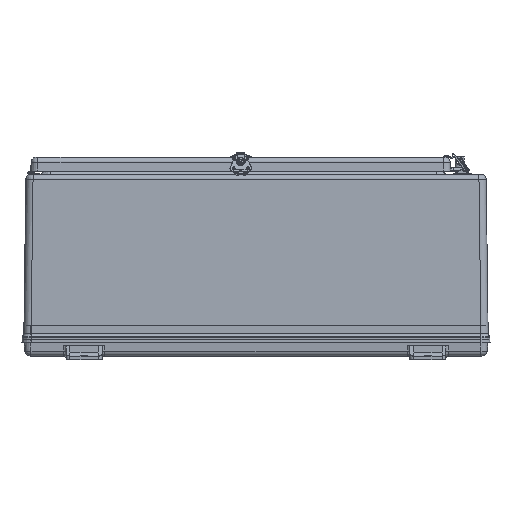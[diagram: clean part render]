
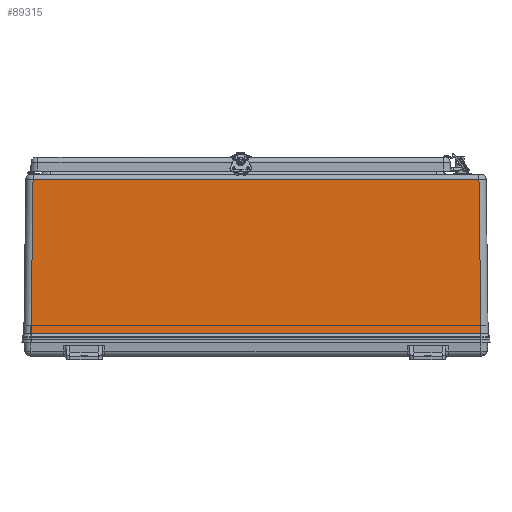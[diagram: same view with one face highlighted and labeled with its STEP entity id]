
A CAD part, front view. The second image highlights one B-rep face of the part: STEP entity #89315.
In plain terms, the highlighted planar face has unit normal (0, -1, 0.013).
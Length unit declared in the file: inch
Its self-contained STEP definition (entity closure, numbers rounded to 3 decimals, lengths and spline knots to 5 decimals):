
#1207 = CARTESIAN_POINT ( 'NONE',  ( -15.48388, -18.31194, 10.72424 ) ) ;
#1657 = EDGE_CURVE ( 'NONE', #77929, #31260, #51144, .T. ) ;
#1813 = AXIS2_PLACEMENT_3D ( 'NONE', #88848, #49798, #18957 ) ;
#5225 = ORIENTED_EDGE ( 'NONE', *, *, #15425, .T. ) ;
#7296 = LINE ( 'NONE', #35761, #43674 ) ;
#10904 = EDGE_CURVE ( 'NONE', #31260, #81720, #25171, .T. ) ;
#12250 = CARTESIAN_POINT ( 'NONE',  ( -15.62156, -18.44977, -0.00911 ) ) ;
#15425 = EDGE_CURVE ( 'NONE', #51925, #89473, #16685, .T. ) ;
#16667 = DIRECTION ( 'NONE',  ( 0.013, -0.013, -1. ) ) ;
#16685 = LINE ( 'NONE', #34214, #67777 ) ;
#17976 = PLANE ( 'NONE',  #1813 ) ;
#18924 = DIRECTION ( 'NONE',  ( -0.013, -0.013, -1. ) ) ;
#18957 = DIRECTION ( 'NONE',  ( 0., -0.013, -1. ) ) ;
#20055 = EDGE_LOOP ( 'NONE', ( #5225, #43005, #91384, #37696, #55219, #32513 ) ) ;
#25171 = LINE ( 'NONE', #49228, #68951 ) ;
#30396 = VECTOR ( 'NONE', #37148, 39.37008 ) ;
#31260 = VERTEX_POINT ( 'NONE', #50032 ) ;
#32513 = ORIENTED_EDGE ( 'NONE', *, *, #95915, .T. ) ;
#32989 = DIRECTION ( 'NONE',  ( 0., -0.013, -1. ) ) ;
#34214 = CARTESIAN_POINT ( 'NONE',  ( -15.48388, -18.31194, 10.72424 ) ) ;
#35761 = CARTESIAN_POINT ( 'NONE',  ( -16.12155, -18.44977, -0.00911 ) ) ;
#37148 = DIRECTION ( 'NONE',  ( -1., 0., 0. ) ) ;
#37696 = ORIENTED_EDGE ( 'NONE', *, *, #10904, .F. ) ;
#38590 = CARTESIAN_POINT ( 'NONE',  ( 15.62156, -18.44977, -0.00911 ) ) ;
#39911 = VECTOR ( 'NONE', #41630, 39.37008 ) ;
#41630 = DIRECTION ( 'NONE',  ( 0., 0.013, 1. ) ) ;
#42512 = EDGE_CURVE ( 'NONE', #65094, #89473, #94549, .T. ) ;
#43005 = ORIENTED_EDGE ( 'NONE', *, *, #42512, .F. ) ;
#43674 = VECTOR ( 'NONE', #53391, 39.37008 ) ;
#44604 = EDGE_CURVE ( 'NONE', #65094, #81720, #7296, .T. ) ;
#45105 = VECTOR ( 'NONE', #16667, 39.37008 ) ;
#49228 = CARTESIAN_POINT ( 'NONE',  ( 15.62156, -18.44971, -0.00455 ) ) ;
#49798 = DIRECTION ( 'NONE',  ( 0., -1., 0.013 ) ) ;
#50032 = CARTESIAN_POINT ( 'NONE',  ( 15.62158, -18.44965, 0. ) ) ;
#51144 = LINE ( 'NONE', #63197, #45105 ) ;
#51925 = VERTEX_POINT ( 'NONE', #1207 ) ;
#53391 = DIRECTION ( 'NONE',  ( 1., 0., 0. ) ) ;
#55219 = ORIENTED_EDGE ( 'NONE', *, *, #1657, .F. ) ;
#59342 = CARTESIAN_POINT ( 'NONE',  ( -15.62158, -18.44965, 0. ) ) ;
#63197 = CARTESIAN_POINT ( 'NONE',  ( 15.61902, -18.44707, 0.20053 ) ) ;
#65094 = VERTEX_POINT ( 'NONE', #12250 ) ;
#67777 = VECTOR ( 'NONE', #18924, 39.37008 ) ;
#68951 = VECTOR ( 'NONE', #32989, 39.37008 ) ;
#75875 = FACE_OUTER_BOUND ( 'NONE', #20055, .T. ) ;
#77719 = LINE ( 'NONE', #84235, #30396 ) ;
#77929 = VERTEX_POINT ( 'NONE', #96758 ) ;
#81720 = VERTEX_POINT ( 'NONE', #38590 ) ;
#84235 = CARTESIAN_POINT ( 'NONE',  ( -16.12155, -18.31194, 10.72424 ) ) ;
#88848 = CARTESIAN_POINT ( 'NONE',  ( -16.12155, -18.44965, 0. ) ) ;
#89315 = ADVANCED_FACE ( 'NONE', ( #75875 ), #17976, .T. ) ;
#89473 = VERTEX_POINT ( 'NONE', #59342 ) ;
#91384 = ORIENTED_EDGE ( 'NONE', *, *, #44604, .T. ) ;
#94549 = LINE ( 'NONE', #95626, #39911 ) ;
#95626 = CARTESIAN_POINT ( 'NONE',  ( -15.62156, -18.44971, -0.00455 ) ) ;
#95915 = EDGE_CURVE ( 'NONE', #77929, #51925, #77719, .T. ) ;
#96758 = CARTESIAN_POINT ( 'NONE',  ( 15.48388, -18.31194, 10.72424 ) ) ;
